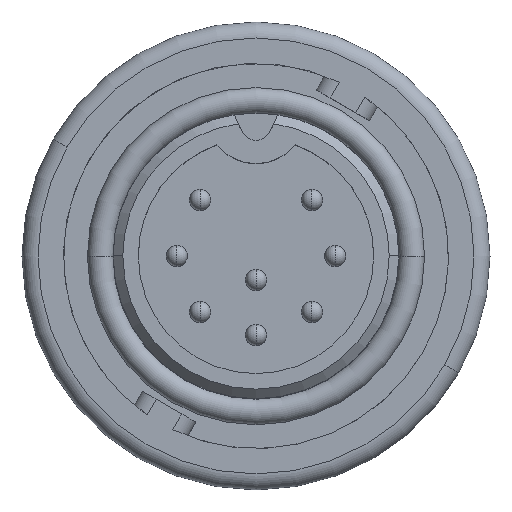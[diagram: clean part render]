
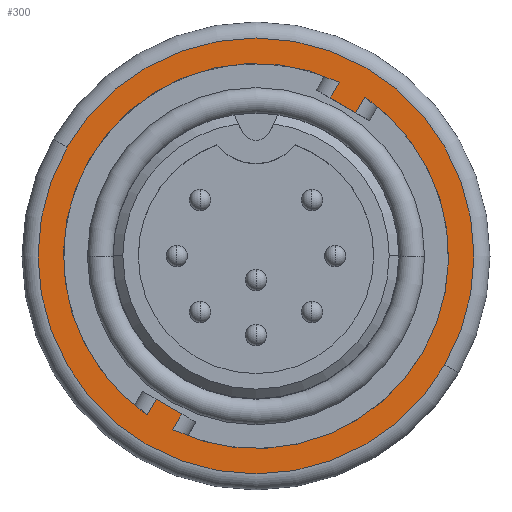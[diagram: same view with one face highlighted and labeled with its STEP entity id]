
A CAD part, top view. The second image highlights one B-rep face of the part: STEP entity #300.
In plain terms, the highlighted planar face has unit normal (0, 0, 1).
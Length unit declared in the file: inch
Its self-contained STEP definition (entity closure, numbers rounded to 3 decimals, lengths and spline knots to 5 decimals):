
#126 = DIRECTION ( 'NONE',  ( 0., 0., 1. ) ) ;
#133 = DIRECTION ( 'NONE',  ( 0.866, -0.5, 0. ) ) ;
#174 = CARTESIAN_POINT ( 'NONE',  ( 0., 0., -0.08313 ) ) ;
#300 = ADVANCED_FACE ( 'NONE', ( #5218, #5415 ), #6838, .T. ) ;
#421 = CIRCLE ( 'NONE', #6252, 0.4075 ) ;
#494 = CIRCLE ( 'NONE', #6333, 0.36 ) ;
#504 = CIRCLE ( 'NONE', #6312, 0.36 ) ;
#535 = CIRCLE ( 'NONE', #5397, 0.36 ) ;
#741 = CARTESIAN_POINT ( 'NONE',  ( 0., 0., -0.08313 ) ) ;
#742 = DIRECTION ( 'NONE',  ( 0., 0., 1. ) ) ;
#743 = DIRECTION ( 'NONE',  ( 0.866, -0.5, 0. ) ) ;
#1594 = CARTESIAN_POINT ( 'NONE',  ( -0.18632, -0.26771, -0.08313 ) ) ;
#1639 = CARTESIAN_POINT ( 'NONE',  ( -0.13868, -0.29521, -0.08313 ) ) ;
#1651 = CARTESIAN_POINT ( 'NONE',  ( 0.18632, 0.26771, -0.08313 ) ) ;
#1654 = CARTESIAN_POINT ( 'NONE',  ( 0.13868, 0.29521, -0.08313 ) ) ;
#1741 = CARTESIAN_POINT ( 'NONE',  ( 0.20329, 0.29711, -0.08313 ) ) ;
#1764 = CARTESIAN_POINT ( 'NONE',  ( 0.31177, -0.18, -0.08313 ) ) ;
#1923 = CARTESIAN_POINT ( 'NONE',  ( 0.15566, 0.32461, -0.08313 ) ) ;
#1933 = CARTESIAN_POINT ( 'NONE',  ( 0.35291, -0.20375, -0.08313 ) ) ;
#1936 = CARTESIAN_POINT ( 'NONE',  ( -0.20329, -0.29711, -0.08313 ) ) ;
#1972 = CARTESIAN_POINT ( 'NONE',  ( -0.35291, 0.20375, -0.08313 ) ) ;
#2050 = CARTESIAN_POINT ( 'NONE',  ( -0.15566, -0.32461, -0.08313 ) ) ;
#2362 = EDGE_LOOP ( 'NONE', ( #4329, #4328, #4325, #4227, #4229, #4226, #4228, #4230, #4231 ) ) ;
#2513 = EDGE_LOOP ( 'NONE', ( #4340, #4362 ) ) ;
#2812 = EDGE_CURVE ( 'NONE', #7548, #7524, #494, .T. ) ;
#2884 = EDGE_CURVE ( 'NONE', #11605, #11726, #421, .T. ) ;
#3043 = EDGE_CURVE ( 'NONE', #12010, #7548, #504, .T. ) ;
#3173 = EDGE_CURVE ( 'NONE', #11587, #11610, #535, .T. ) ;
#3440 = EDGE_CURVE ( 'NONE', #4601, #4598, #9515, .T. ) ;
#3545 = EDGE_CURVE ( 'NONE', #11587, #4601, #10455, .T. ) ;
#3575 = EDGE_CURVE ( 'NONE', #4586, #4541, #10734, .T. ) ;
#3594 = EDGE_CURVE ( 'NONE', #7524, #4598, #10831, .T. ) ;
#3596 = EDGE_CURVE ( 'NONE', #12010, #4586, #10840, .T. ) ;
#3621 = EDGE_CURVE ( 'NONE', #11610, #4541, #10961, .T. ) ;
#3831 = EDGE_CURVE ( 'NONE', #11726, #11605, #12893, .T. ) ;
#4226 = ORIENTED_EDGE ( 'NONE', *, *, #3545, .T. ) ;
#4227 = ORIENTED_EDGE ( 'NONE', *, *, #3621, .F. ) ;
#4228 = ORIENTED_EDGE ( 'NONE', *, *, #3440, .T. ) ;
#4229 = ORIENTED_EDGE ( 'NONE', *, *, #3173, .F. ) ;
#4230 = ORIENTED_EDGE ( 'NONE', *, *, #3594, .F. ) ;
#4231 = ORIENTED_EDGE ( 'NONE', *, *, #2812, .F. ) ;
#4325 = ORIENTED_EDGE ( 'NONE', *, *, #3575, .T. ) ;
#4328 = ORIENTED_EDGE ( 'NONE', *, *, #3596, .T. ) ;
#4329 = ORIENTED_EDGE ( 'NONE', *, *, #3043, .F. ) ;
#4340 = ORIENTED_EDGE ( 'NONE', *, *, #2884, .T. ) ;
#4362 = ORIENTED_EDGE ( 'NONE', *, *, #3831, .T. ) ;
#4541 = VERTEX_POINT ( 'NONE', #1594 ) ;
#4586 = VERTEX_POINT ( 'NONE', #1639 ) ;
#4598 = VERTEX_POINT ( 'NONE', #1651 ) ;
#4601 = VERTEX_POINT ( 'NONE', #1654 ) ;
#4712 = DIRECTION ( 'NONE',  ( 0., 0., 1. ) ) ;
#4749 = DIRECTION ( 'NONE',  ( 0.866, -0.5, 0. ) ) ;
#4772 = CARTESIAN_POINT ( 'NONE',  ( 0., 0., -0.08313 ) ) ;
#5010 = VECTOR ( 'NONE', #10963, 39.37008 ) ;
#5029 = VECTOR ( 'NONE', #10833, 39.37008 ) ;
#5098 = VECTOR ( 'NONE', #10736, 39.37008 ) ;
#5104 = AXIS2_PLACEMENT_3D ( 'NONE', #741, #742, #743 ) ;
#5199 = VECTOR ( 'NONE', #10457, 39.37008 ) ;
#5218 = FACE_BOUND ( 'NONE', #2362, .T. ) ;
#5334 = VECTOR ( 'NONE', #9517, 39.37008 ) ;
#5397 = AXIS2_PLACEMENT_3D ( 'NONE', #8779, #8780, #8781 ) ;
#5415 = FACE_OUTER_BOUND ( 'NONE', #2513, .T. ) ;
#5417 = AXIS2_PLACEMENT_3D ( 'NONE', #7287, #6833, #6829 ) ;
#5675 = VECTOR ( 'NONE', #10842, 39.37008 ) ;
#6252 = AXIS2_PLACEMENT_3D ( 'NONE', #174, #126, #133 ) ;
#6312 = AXIS2_PLACEMENT_3D ( 'NONE', #8161, #8162, #8163 ) ;
#6333 = AXIS2_PLACEMENT_3D ( 'NONE', #4772, #4712, #4749 ) ;
#6829 = DIRECTION ( 'NONE',  ( 0.866, -0.5, 0. ) ) ;
#6833 = DIRECTION ( 'NONE',  ( 0., 0., 1. ) ) ;
#6838 = PLANE ( 'NONE',  #5417 ) ;
#7287 = CARTESIAN_POINT ( 'NONE',  ( 0., 0., -0.08313 ) ) ;
#7524 = VERTEX_POINT ( 'NONE', #1741 ) ;
#7548 = VERTEX_POINT ( 'NONE', #1764 ) ;
#8161 = CARTESIAN_POINT ( 'NONE',  ( 0., 0., -0.08313 ) ) ;
#8162 = DIRECTION ( 'NONE',  ( 0., 0., 1. ) ) ;
#8163 = DIRECTION ( 'NONE',  ( 0.866, -0.5, 0. ) ) ;
#8779 = CARTESIAN_POINT ( 'NONE',  ( 0., 0., -0.08313 ) ) ;
#8780 = DIRECTION ( 'NONE',  ( 0., 0., 1. ) ) ;
#8781 = DIRECTION ( 'NONE',  ( 0.866, -0.5, 0. ) ) ;
#9515 = LINE ( 'NONE', #9516, #5334 ) ;
#9516 = CARTESIAN_POINT ( 'NONE',  ( 0.13868, 0.29521, -0.08313 ) ) ;
#9517 = DIRECTION ( 'NONE',  ( 0.866, -0.5, 0. ) ) ;
#10455 = LINE ( 'NONE', #10456, #5199 ) ;
#10456 = CARTESIAN_POINT ( 'NONE',  ( 0.16368, 0.33851, -0.08313 ) ) ;
#10457 = DIRECTION ( 'NONE',  ( -0.5, -0.866, 0. ) ) ;
#10734 = LINE ( 'NONE', #10735, #5098 ) ;
#10735 = CARTESIAN_POINT ( 'NONE',  ( -0.13868, -0.29521, -0.08313 ) ) ;
#10736 = DIRECTION ( 'NONE',  ( -0.866, 0.5, 0. ) ) ;
#10831 = LINE ( 'NONE', #10832, #5029 ) ;
#10832 = CARTESIAN_POINT ( 'NONE',  ( 0.21132, 0.31101, -0.08313 ) ) ;
#10833 = DIRECTION ( 'NONE',  ( -0.5, -0.866, 0. ) ) ;
#10840 = LINE ( 'NONE', #10841, #5675 ) ;
#10841 = CARTESIAN_POINT ( 'NONE',  ( -0.16368, -0.33851, -0.08313 ) ) ;
#10842 = DIRECTION ( 'NONE',  ( 0.5, 0.866, 0. ) ) ;
#10961 = LINE ( 'NONE', #10962, #5010 ) ;
#10962 = CARTESIAN_POINT ( 'NONE',  ( -0.21132, -0.31101, -0.08313 ) ) ;
#10963 = DIRECTION ( 'NONE',  ( 0.5, 0.866, 0. ) ) ;
#11587 = VERTEX_POINT ( 'NONE', #1923 ) ;
#11605 = VERTEX_POINT ( 'NONE', #1933 ) ;
#11610 = VERTEX_POINT ( 'NONE', #1936 ) ;
#11726 = VERTEX_POINT ( 'NONE', #1972 ) ;
#12010 = VERTEX_POINT ( 'NONE', #2050 ) ;
#12893 = CIRCLE ( 'NONE', #5104, 0.4075 ) ;
